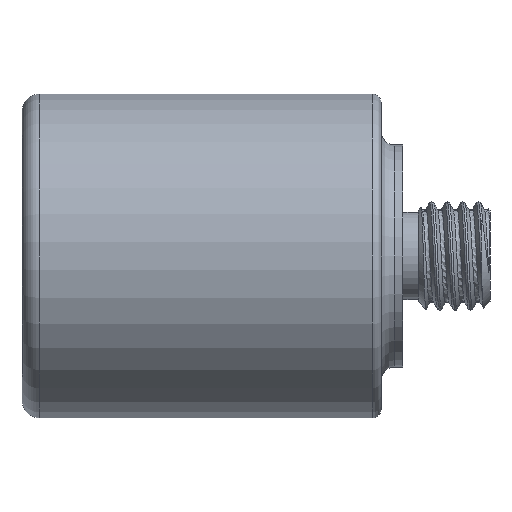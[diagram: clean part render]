
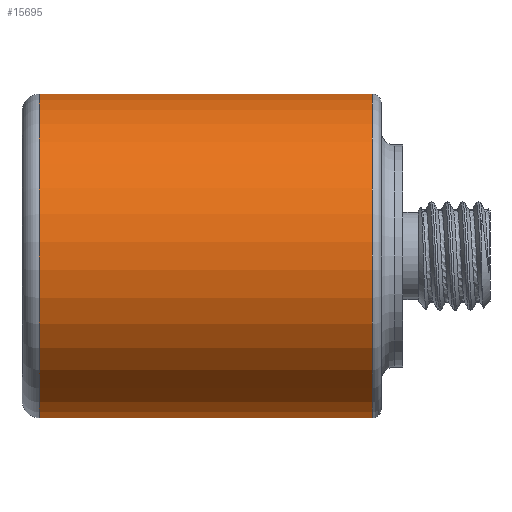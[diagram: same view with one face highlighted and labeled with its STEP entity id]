
A CAD part, left-side view. The second image highlights one B-rep face of the part: STEP entity #15695.
In plain terms, the highlighted cylindrical face has radius 9.474 mm (diameter 18.948 mm), a partial arc.
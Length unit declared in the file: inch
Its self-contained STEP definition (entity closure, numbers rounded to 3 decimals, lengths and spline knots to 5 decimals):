
#1637=LINE('',#24623,#1722);
#1638=LINE('',#24629,#1723);
#1722=VECTOR('',#18781,0.3937);
#1723=VECTOR('',#18790,0.3937);
#1738=CYLINDRICAL_SURFACE('',#16503,0.373);
#2025=FACE_OUTER_BOUND('',#2779,.T.);
#2779=EDGE_LOOP('',(#9856,#9857,#9858,#9859));
#3624=CIRCLE('',#16474,0.373);
#3637=CIRCLE('',#16497,0.373);
#5350=VERTEX_POINT('',#24564);
#5351=VERTEX_POINT('',#24568);
#5359=VERTEX_POINT('',#24613);
#5360=VERTEX_POINT('',#24617);
#7036=EDGE_CURVE('',#5351,#5350,#3624,.T.);
#7057=EDGE_CURVE('',#5359,#5360,#3637,.T.);
#7059=EDGE_CURVE('',#5350,#5359,#1637,.T.);
#7061=EDGE_CURVE('',#5351,#5360,#1638,.T.);
#9856=ORIENTED_EDGE('',*,*,#7036,.F.);
#9857=ORIENTED_EDGE('',*,*,#7061,.T.);
#9858=ORIENTED_EDGE('',*,*,#7057,.F.);
#9859=ORIENTED_EDGE('',*,*,#7059,.F.);
#15695=ADVANCED_FACE('',(#2025),#1738,.T.);
#16474=AXIS2_PLACEMENT_3D('',#24570,#18720,#18721);
#16497=AXIS2_PLACEMENT_3D('',#24619,#18774,#18775);
#16503=AXIS2_PLACEMENT_3D('',#24628,#18788,#18789);
#18720=DIRECTION('center_axis',(0.,-1.,0.));
#18721=DIRECTION('ref_axis',(-1.,0.,0.));
#18774=DIRECTION('center_axis',(0.,1.,0.));
#18775=DIRECTION('ref_axis',(-1.,0.,0.));
#18781=DIRECTION('',(0.,1.,0.));
#18788=DIRECTION('center_axis',(0.,1.,0.));
#18789=DIRECTION('ref_axis',(0.242,0.,-0.97));
#18790=DIRECTION('',(0.,1.,0.));
#24564=CARTESIAN_POINT('',(0.09024,0.07,-0.36192));
#24568=CARTESIAN_POINT('',(0.09024,0.07,0.36192));
#24570=CARTESIAN_POINT('Origin',(0.,0.07,0.));
#24613=CARTESIAN_POINT('',(0.09024,0.835,-0.36192));
#24617=CARTESIAN_POINT('',(0.09024,0.835,0.36192));
#24619=CARTESIAN_POINT('Origin',(0.,0.835,0.));
#24623=CARTESIAN_POINT('',(0.09024,0.,-0.36192));
#24628=CARTESIAN_POINT('Origin',(0.,0.,0.));
#24629=CARTESIAN_POINT('',(0.09024,0.,0.36192));
